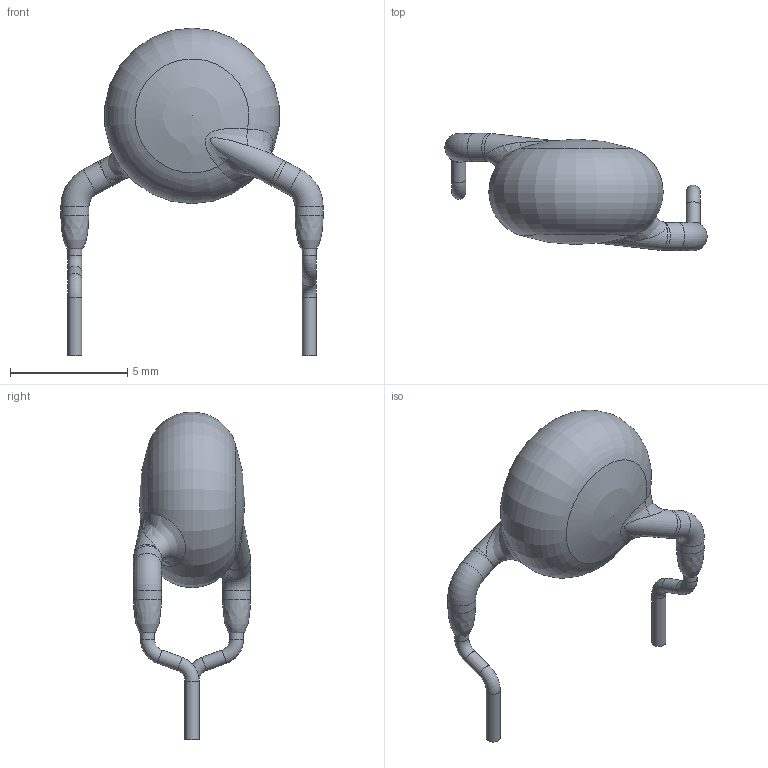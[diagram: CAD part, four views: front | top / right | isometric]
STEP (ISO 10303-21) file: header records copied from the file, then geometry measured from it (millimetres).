
FILE_DESCRIPTION(('STEP AP214'), '1');
FILE_NAME('VY1-D7.5x5x10', '2016-06-12T12:05:32', ('Nobody'), (''), 'ASCON STEP Converter 1.3', 'ASCON Math Kernel', '');
FILE_SCHEMA(('AUTOMOTIVE_DESIGN { 1 0 10303 214 3 1 1}'));
Length unit declared in the file: millimetre
Bounding box: 11.2 x 5 x 14 mm (x, y, z)
Volume: 160.1 mm3; surface area: 201.7 mm2
Topology: 3 solids, 3 shells, 35 faces, 71 edges, 40 vertices
Faces by surface type: cylinder 12, bspline 8, torus 7, plane 6, sphere 2
Full cylindrical faces by diameter (mm): 0.6 x6, 1.2 x4
Entity records: 2424 total; most frequent: CARTESIAN_POINT 1524, DIRECTION 104, ORIENTED_EDGE 92, EDGE_LOOP 56, AXIS2_PLACEMENT_3D 52, EDGE_CURVE 46, COLOUR_RGB 38, FILL_AREA_STYLE_COLOUR 38
